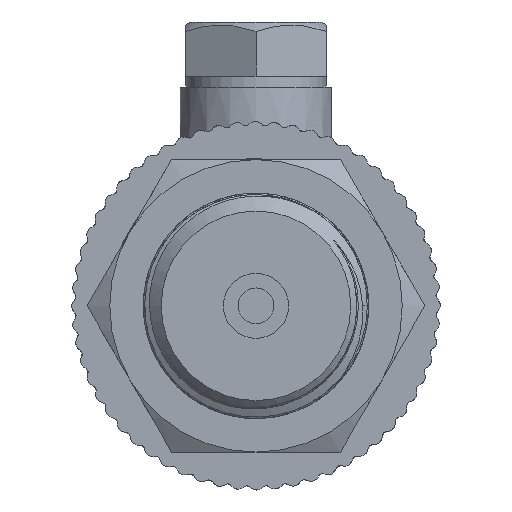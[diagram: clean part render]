
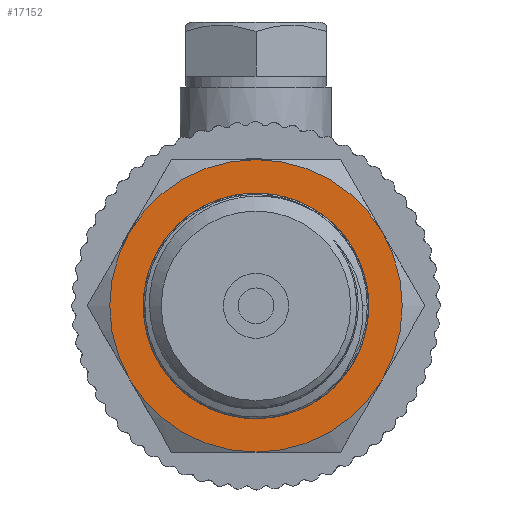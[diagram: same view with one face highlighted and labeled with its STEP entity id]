
A CAD part, left-side view. The second image highlights one B-rep face of the part: STEP entity #17152.
In plain terms, the highlighted planar face has unit normal (-1, 0, 0).
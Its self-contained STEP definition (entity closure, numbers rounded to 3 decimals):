
#585=PLANE('',#18084);
#791=FACE_BOUND('',#2152,.T.);
#1158=FACE_OUTER_BOUND('',#2151,.T.);
#2151=EDGE_LOOP('',(#12884));
#2152=EDGE_LOOP('',(#12885));
#2944=CIRCLE('',#18074,10.);
#2946=CIRCLE('',#18082,13.5);
#7157=VERTEX_POINT('',#37145);
#7158=VERTEX_POINT('',#38999);
#9268=EDGE_CURVE('',#7157,#7157,#2944,.T.);
#9276=EDGE_CURVE('',#7158,#7158,#2946,.T.);
#12884=ORIENTED_EDGE('',*,*,#9276,.F.);
#12885=ORIENTED_EDGE('',*,*,#9268,.T.);
#17152=ADVANCED_FACE('',(#1158,#791),#585,.T.);
#18074=AXIS2_PLACEMENT_3D('',#37146,#19797,#19798);
#18082=AXIS2_PLACEMENT_3D('',#39001,#19816,#19817);
#18084=AXIS2_PLACEMENT_3D('',#39003,#19820,#19821);
#19797=DIRECTION('center_axis',(1.,0.,0.));
#19798=DIRECTION('ref_axis',(0.,0.,-1.));
#19816=DIRECTION('center_axis',(1.,0.,0.));
#19817=DIRECTION('ref_axis',(0.,0.,-1.));
#19820=DIRECTION('center_axis',(-1.,0.,0.));
#19821=DIRECTION('ref_axis',(0.,0.,1.));
#37145=CARTESIAN_POINT('',(-47.,0.,10.));
#37146=CARTESIAN_POINT('Origin',(-47.,0.,0.));
#38999=CARTESIAN_POINT('',(-47.,-13.5,0.));
#39001=CARTESIAN_POINT('Origin',(-47.,0.,0.));
#39003=CARTESIAN_POINT('Origin',(-47.,13.5,0.));
